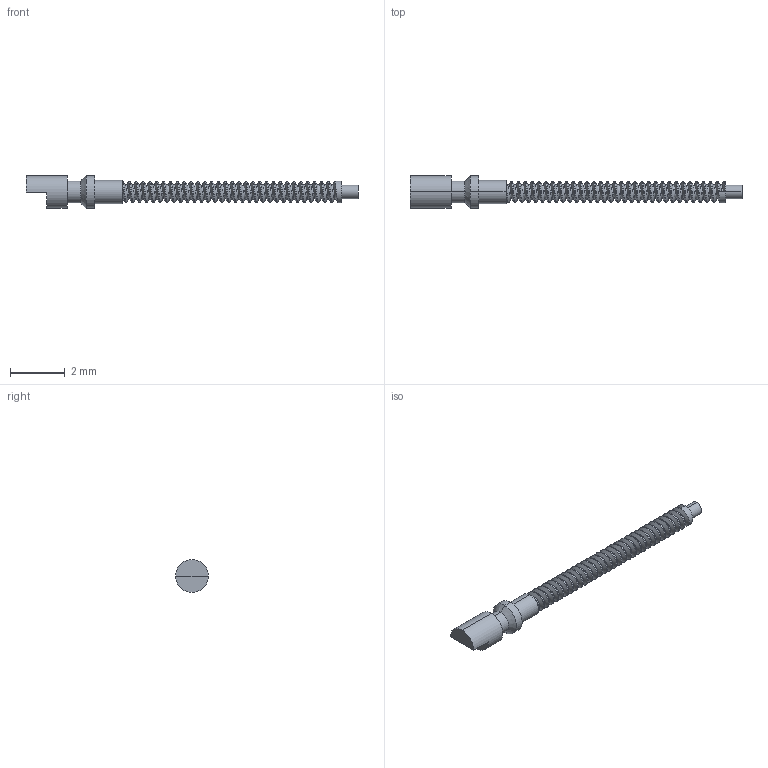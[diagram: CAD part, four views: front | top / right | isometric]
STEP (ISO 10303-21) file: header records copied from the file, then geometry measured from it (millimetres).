
FILE_DESCRIPTION (( 'STEP AP214' ), '1' );
FILE_NAME ('SpecialScrew-M0_8.STEP', '2024-08-30T03:52:14', ( '' ), ( '' ), 'SwSTEP 2.0', 'SolidWorks 2024', '' );
FILE_SCHEMA (( 'AUTOMOTIVE_DESIGN' ));
Length unit declared in the file: millimetre
Products named in the file (1): SpecialScrew-M0_8
Bounding box: 12.1 x 1.2 x 1.2 mm (x, y, z)
Volume: 5.4 mm3; surface area: 41.9 mm2
Topology: 1 solids, 1 shells, 89 faces, 241 edges, 158 vertices
Faces by surface type: cylinder 75, plane 9, bspline 3, cone 2
Entity records: 6220 total; most frequent: CARTESIAN_POINT 4335, ORIENTED_EDGE 482, DIRECTION 308, EDGE_CURVE 241, VERTEX_POINT 158, AXIS2_PLACEMENT_3D 112, EDGE_LOOP 93, FACE_OUTER_BOUND 89
